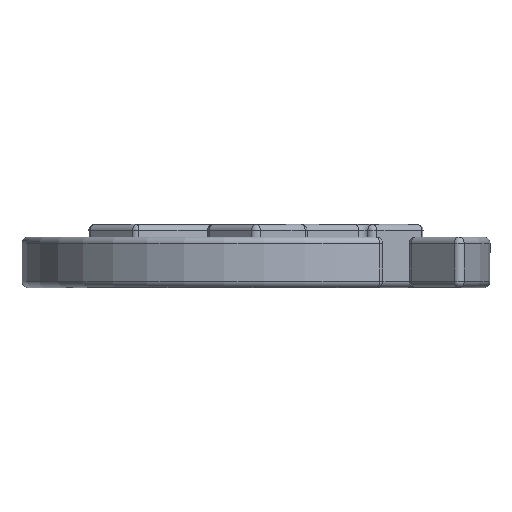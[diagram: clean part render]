
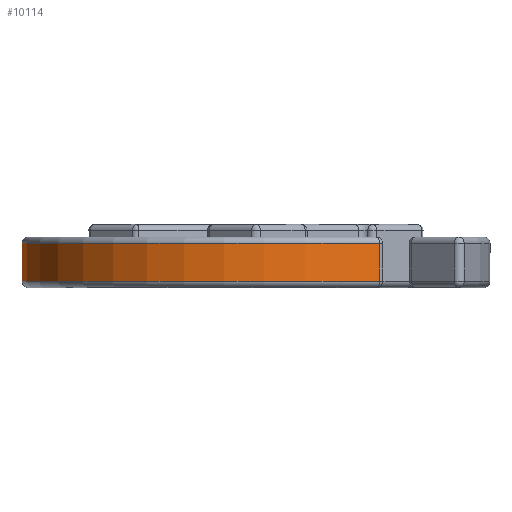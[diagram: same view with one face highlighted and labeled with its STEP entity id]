
A CAD part, left-side view. The second image highlights one B-rep face of the part: STEP entity #10114.
In plain terms, the highlighted cylindrical face has radius 92.5 mm (diameter 185 mm), a partial arc.
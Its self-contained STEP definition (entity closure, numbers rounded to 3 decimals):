
#2861=CARTESIAN_POINT('Vertex',(-78.568,-48.819,17.5)) ;
#2868=CARTESIAN_POINT('Vertex',(42.294,82.265,17.5)) ;
#2871=CARTESIAN_POINT('Axis2P3D Location',(0.,0.,17.5)) ;
#9395=CARTESIAN_POINT('Vertex',(-78.568,-48.819,2.5)) ;
#9398=CARTESIAN_POINT('Axis2P3D Location',(0.,0.,2.5)) ;
#9402=CARTESIAN_POINT('Vertex',(42.294,82.265,2.5)) ;
#10093=CARTESIAN_POINT('Axis2P3D Location',(0.,0.,10.)) ;
#10098=CARTESIAN_POINT('Line Origine',(42.294,82.265,10.)) ;
#10103=CARTESIAN_POINT('Line Origine',(-78.568,-48.819,10.)) ;
#2872=DIRECTION('Axis2P3D Direction',(-0.,0.,1.)) ;
#9399=DIRECTION('Axis2P3D Direction',(-0.,0.,1.)) ;
#10094=DIRECTION('Axis2P3D Direction',(0.,0.,1.)) ;
#10095=DIRECTION('Axis2P3D XDirection',(0.49,0.872,0.)) ;
#10099=DIRECTION('Vector Direction',(0.,0.,1.)) ;
#10104=DIRECTION('Vector Direction',(0.,0.,1.)) ;
#2873=AXIS2_PLACEMENT_3D('Circle Axis2P3D',#2871,#2872,$) ;
#9400=AXIS2_PLACEMENT_3D('Circle Axis2P3D',#9398,#9399,$) ;
#10096=AXIS2_PLACEMENT_3D('Cylinder Axis2P3D',#10093,#10094,#10095) ;
#10109=ORIENTED_EDGE('',*,*,#10102,.F.) ;
#10110=ORIENTED_EDGE('',*,*,#9404,.F.) ;
#10111=ORIENTED_EDGE('',*,*,#10107,.T.) ;
#10112=ORIENTED_EDGE('',*,*,#2875,.T.) ;
#10100=VECTOR('Line Direction',#10099,1.) ;
#10105=VECTOR('Line Direction',#10104,1.) ;
#10114=ADVANCED_FACE('PartBody',(#10113),#10097,.T.) ;
#2874=CIRCLE('generated circle',#2873,92.5) ;
#9401=CIRCLE('generated circle',#9400,92.5) ;
#10097=CYLINDRICAL_SURFACE('generated cylinder',#10096,92.5) ;
#2875=EDGE_CURVE('',#2862,#2869,#2874,.F.) ;
#9404=EDGE_CURVE('',#9396,#9403,#9401,.F.) ;
#10102=EDGE_CURVE('',#9403,#2869,#10101,.T.) ;
#10107=EDGE_CURVE('',#9396,#2862,#10106,.T.) ;
#10108=EDGE_LOOP('',(#10109,#10110,#10111,#10112)) ;
#10113=FACE_OUTER_BOUND('',#10108,.T.) ;
#10101=LINE('Line',#10098,#10100) ;
#10106=LINE('Line',#10103,#10105) ;
#2862=VERTEX_POINT('',#2861) ;
#2869=VERTEX_POINT('',#2868) ;
#9396=VERTEX_POINT('',#9395) ;
#9403=VERTEX_POINT('',#9402) ;
